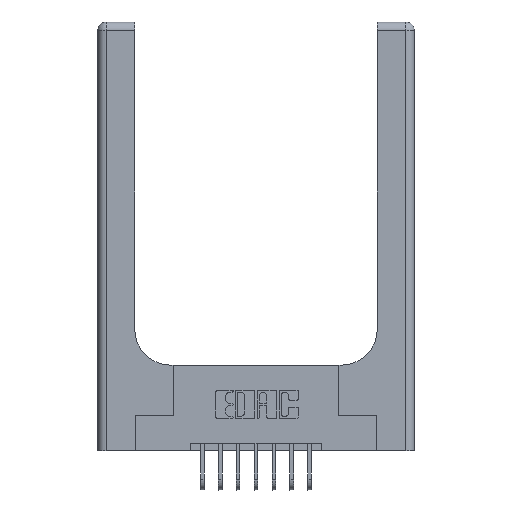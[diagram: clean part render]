
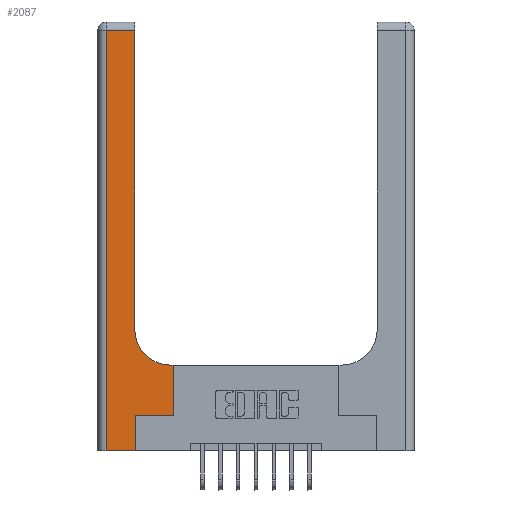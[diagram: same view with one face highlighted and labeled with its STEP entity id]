
A CAD part, top view. The second image highlights one B-rep face of the part: STEP entity #2087.
In plain terms, the highlighted planar face has unit normal (0, 0, 1).
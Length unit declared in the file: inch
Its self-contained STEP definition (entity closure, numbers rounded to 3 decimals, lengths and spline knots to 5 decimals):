
#275 = VECTOR ( 'NONE', #5851, 39.37008 ) ;
#325 = CARTESIAN_POINT ( 'NONE',  ( 0.26, 2.94, 0.37 ) ) ;
#607 = LINE ( 'NONE', #4744, #275 ) ;
#830 = VECTOR ( 'NONE', #16312, 39.37008 ) ;
#953 = CARTESIAN_POINT ( 'NONE',  ( 0.265, 0., 0.37 ) ) ;
#1074 = DIRECTION ( 'NONE',  ( 0., 0., -1. ) ) ;
#1264 = EDGE_CURVE ( 'NONE', #7542, #5977, #15927, .T. ) ;
#1361 = DIRECTION ( 'NONE',  ( 0., 1., 0. ) ) ;
#1608 = CIRCLE ( 'NONE', #7834, 0.25 ) ;
#1690 = ORIENTED_EDGE ( 'NONE', *, *, #8208, .T. ) ;
#1904 = DIRECTION ( 'NONE',  ( 0., 1., 0. ) ) ;
#2007 = CARTESIAN_POINT ( 'NONE',  ( 0.06, 2.94, 0.37 ) ) ;
#2087 = ADVANCED_FACE ( 'NONE', ( #6152 ), #7505, .F. ) ;
#2111 = LINE ( 'NONE', #12601, #830 ) ;
#2668 = ORIENTED_EDGE ( 'NONE', *, *, #1264, .T. ) ;
#2850 = ORIENTED_EDGE ( 'NONE', *, *, #3492, .T. ) ;
#3207 = EDGE_CURVE ( 'NONE', #12761, #11216, #4919, .T. ) ;
#3380 = CARTESIAN_POINT ( 'NONE',  ( 0.265, 0.25, 0.37 ) ) ;
#3492 = EDGE_CURVE ( 'NONE', #8930, #3660, #4475, .T. ) ;
#3660 = VERTEX_POINT ( 'NONE', #4651 ) ;
#4475 = LINE ( 'NONE', #10571, #14675 ) ;
#4623 = CARTESIAN_POINT ( 'NONE',  ( 0.06, 0., 0.37 ) ) ;
#4651 = CARTESIAN_POINT ( 'NONE',  ( 0.51, 0.6, 0.37 ) ) ;
#4744 = CARTESIAN_POINT ( 'NONE',  ( 0.265, 0.25, 0.37 ) ) ;
#4919 = LINE ( 'NONE', #8812, #7379 ) ;
#5182 = CARTESIAN_POINT ( 'NONE',  ( 0.528, 0.25, 0.37 ) ) ;
#5851 = DIRECTION ( 'NONE',  ( 1., 0., 0. ) ) ;
#5977 = VERTEX_POINT ( 'NONE', #325 ) ;
#6152 = FACE_OUTER_BOUND ( 'NONE', #15531, .T. ) ;
#6249 = AXIS2_PLACEMENT_3D ( 'NONE', #16606, #1074, #16437 ) ;
#6362 = CARTESIAN_POINT ( 'NONE',  ( 0., 2.94, 0.37 ) ) ;
#7176 = ORIENTED_EDGE ( 'NONE', *, *, #3207, .T. ) ;
#7265 = EDGE_CURVE ( 'NONE', #3660, #7542, #1608, .T. ) ;
#7379 = VECTOR ( 'NONE', #13871, 39.37008 ) ;
#7505 = PLANE ( 'NONE',  #6249 ) ;
#7542 = VERTEX_POINT ( 'NONE', #11970 ) ;
#7566 = VECTOR ( 'NONE', #13803, 39.37008 ) ;
#7714 = ORIENTED_EDGE ( 'NONE', *, *, #7265, .T. ) ;
#7717 = DIRECTION ( 'NONE',  ( -1., 0., 0. ) ) ;
#7834 = AXIS2_PLACEMENT_3D ( 'NONE', #10323, #14201, #9139 ) ;
#8208 = EDGE_CURVE ( 'NONE', #10067, #12761, #2111, .T. ) ;
#8435 = CARTESIAN_POINT ( 'NONE',  ( 0.26, 3., 0.37 ) ) ;
#8751 = LINE ( 'NONE', #13887, #7566 ) ;
#8812 = CARTESIAN_POINT ( 'NONE',  ( 0., 0., 0.37 ) ) ;
#8858 = ORIENTED_EDGE ( 'NONE', *, *, #16368, .T. ) ;
#8930 = VERTEX_POINT ( 'NONE', #10641 ) ;
#9139 = DIRECTION ( 'NONE',  ( 1., 0., 0. ) ) ;
#10067 = VERTEX_POINT ( 'NONE', #2007 ) ;
#10288 = ORIENTED_EDGE ( 'NONE', *, *, #12961, .T. ) ;
#10323 = CARTESIAN_POINT ( 'NONE',  ( 0.51, 0.85, 0.37 ) ) ;
#10331 = LINE ( 'NONE', #5182, #16145 ) ;
#10571 = CARTESIAN_POINT ( 'NONE',  ( 0.26, 0.6, 0.37 ) ) ;
#10641 = CARTESIAN_POINT ( 'NONE',  ( 0.528, 0.6, 0.37 ) ) ;
#11216 = VERTEX_POINT ( 'NONE', #953 ) ;
#11651 = VERTEX_POINT ( 'NONE', #3380 ) ;
#11970 = CARTESIAN_POINT ( 'NONE',  ( 0.26, 0.85, 0.37 ) ) ;
#12406 = CARTESIAN_POINT ( 'NONE',  ( 0.528, 0.25, 0.37 ) ) ;
#12497 = VERTEX_POINT ( 'NONE', #12406 ) ;
#12601 = CARTESIAN_POINT ( 'NONE',  ( 0.06, 3., 0.37 ) ) ;
#12761 = VERTEX_POINT ( 'NONE', #4623 ) ;
#12946 = EDGE_CURVE ( 'NONE', #12497, #8930, #10331, .T. ) ;
#12961 = EDGE_CURVE ( 'NONE', #5977, #10067, #15474, .T. ) ;
#13174 = DIRECTION ( 'NONE',  ( -1., 0., 0. ) ) ;
#13550 = ORIENTED_EDGE ( 'NONE', *, *, #12946, .T. ) ;
#13729 = VECTOR ( 'NONE', #7717, 39.37008 ) ;
#13803 = DIRECTION ( 'NONE',  ( 0., 1., 0. ) ) ;
#13871 = DIRECTION ( 'NONE',  ( 1., 0., 0. ) ) ;
#13887 = CARTESIAN_POINT ( 'NONE',  ( 0.265, 0., 0.37 ) ) ;
#14201 = DIRECTION ( 'NONE',  ( 0., 0., -1. ) ) ;
#14551 = EDGE_CURVE ( 'NONE', #11216, #11651, #8751, .T. ) ;
#14675 = VECTOR ( 'NONE', #13174, 39.37008 ) ;
#14710 = VECTOR ( 'NONE', #1904, 39.37008 ) ;
#15474 = LINE ( 'NONE', #6362, #13729 ) ;
#15531 = EDGE_LOOP ( 'NONE', ( #2668, #10288, #1690, #7176, #16396, #8858, #13550, #2850, #7714 ) ) ;
#15927 = LINE ( 'NONE', #8435, #14710 ) ;
#16145 = VECTOR ( 'NONE', #1361, 39.37008 ) ;
#16312 = DIRECTION ( 'NONE',  ( 0., -1., 0. ) ) ;
#16368 = EDGE_CURVE ( 'NONE', #11651, #12497, #607, .T. ) ;
#16396 = ORIENTED_EDGE ( 'NONE', *, *, #14551, .T. ) ;
#16437 = DIRECTION ( 'NONE',  ( -1., 0., 0. ) ) ;
#16606 = CARTESIAN_POINT ( 'NONE',  ( 0., 3., 0.37 ) ) ;
